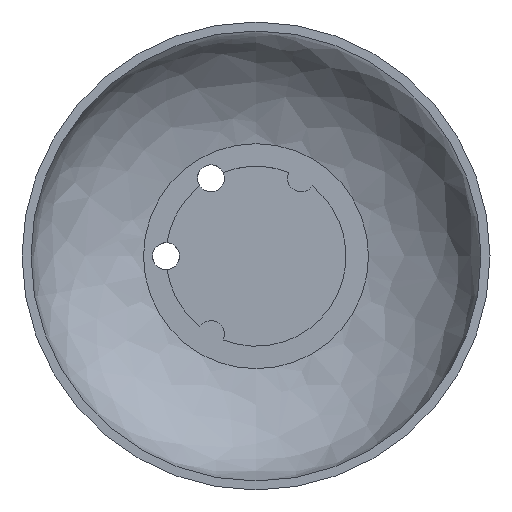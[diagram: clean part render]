
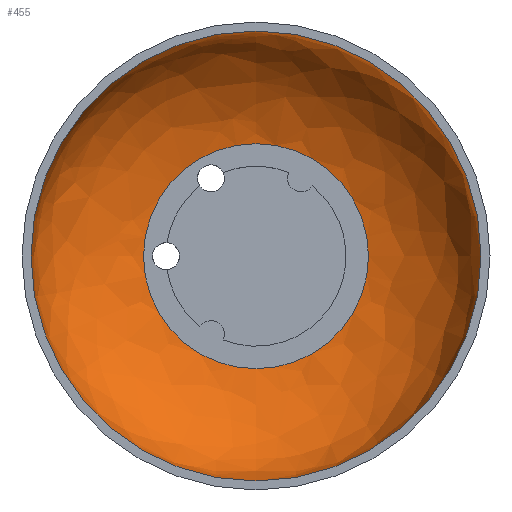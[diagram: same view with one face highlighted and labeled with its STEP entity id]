
A CAD part, top view. The second image highlights one B-rep face of the part: STEP entity #455.
In plain terms, the highlighted free-form (B-spline) face has degree [5, 2] with [10, 9] control points.
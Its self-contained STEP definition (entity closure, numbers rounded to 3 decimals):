
#16=(
BOUNDED_CURVE()
B_SPLINE_CURVE(5,(#1036,#1037,#1038,#1039,#1040,#1041,#1042,#1043,#1044,
#1045),.UNSPECIFIED.,.F.,.F.)
B_SPLINE_CURVE_WITH_KNOTS((6,1,1,1,1,6),(0.,0.2,0.4,0.6,0.8,1.),
 .UNSPECIFIED.)
CURVE()
GEOMETRIC_REPRESENTATION_ITEM()
RATIONAL_B_SPLINE_CURVE((1.,1.,1.,1.,1.,1.,1.,1.,1.,1.))
REPRESENTATION_ITEM('')
);
#18=(
BOUNDED_SURFACE()
B_SPLINE_SURFACE(5,2,((#945,#946,#947,#948,#949,#950,#951,#952,#953),(#954,
#955,#956,#957,#958,#959,#960,#961,#962),(#963,#964,#965,#966,#967,#968,
#969,#970,#971),(#972,#973,#974,#975,#976,#977,#978,#979,#980),(#981,#982,
#983,#984,#985,#986,#987,#988,#989),(#990,#991,#992,#993,#994,#995,#996,
#997,#998),(#999,#1000,#1001,#1002,#1003,#1004,#1005,#1006,#1007),(#1008,
#1009,#1010,#1011,#1012,#1013,#1014,#1015,#1016),(#1017,#1018,#1019,#1020,
#1021,#1022,#1023,#1024,#1025),(#1026,#1027,#1028,#1029,#1030,#1031,#1032,
#1033,#1034)),.UNSPECIFIED.,.F.,.T.,.F.)
B_SPLINE_SURFACE_WITH_KNOTS((6,1,1,1,1,6),(3,2,2,2,3),(-1.,-0.8,-0.6,-0.4,
-0.2,0.),(0.,1.571,3.142,4.712,6.283),
 .UNSPECIFIED.)
GEOMETRIC_REPRESENTATION_ITEM()
RATIONAL_B_SPLINE_SURFACE(((1.,0.707,1.,0.707,1.,
0.707,1.,0.707,1.),(1.,0.707,1.,0.707,
1.,0.707,1.,0.707,1.),(1.,0.707,1.,
0.707,1.,0.707,1.,0.707,1.),(1.,0.707,
1.,0.707,1.,0.707,1.,0.707,1.),(1.,
0.707,1.,0.707,1.,0.707,1.,0.707,
1.),(1.,0.707,1.,0.707,1.,0.707,1.,
0.707,1.),(1.,0.707,1.,0.707,1.,0.707,
1.,0.707,1.),(1.,0.707,1.,0.707,1.,
0.707,1.,0.707,1.),(1.,0.707,1.,0.707,
1.,0.707,1.,0.707,1.),(1.,0.707,1.,
0.707,1.,0.707,1.,0.707,1.)))
REPRESENTATION_ITEM('')
SURFACE()
);
#53=CIRCLE('',#520,12.5);
#57=CIRCLE('',#525,25.);
#87=FACE_OUTER_BOUND('',#114,.T.);
#114=EDGE_LOOP('',(#405,#406,#407,#408));
#215=VERTEX_POINT('',#837);
#218=VERTEX_POINT('',#1035);
#279=EDGE_CURVE('',#215,#215,#53,.T.);
#284=EDGE_CURVE('',#215,#218,#16,.T.);
#285=EDGE_CURVE('',#218,#218,#57,.T.);
#405=ORIENTED_EDGE('',*,*,#284,.F.);
#406=ORIENTED_EDGE('',*,*,#279,.F.);
#407=ORIENTED_EDGE('',*,*,#284,.T.);
#408=ORIENTED_EDGE('',*,*,#285,.F.);
#455=ADVANCED_FACE('',(#87),#18,.T.);
#520=AXIS2_PLACEMENT_3D('',#838,#651,#652);
#525=AXIS2_PLACEMENT_3D('',#1046,#661,#662);
#651=DIRECTION('center_axis',(0.,0.,1.));
#652=DIRECTION('ref_axis',(1.,0.,0.));
#661=DIRECTION('center_axis',(0.,0.,-1.));
#662=DIRECTION('ref_axis',(1.,0.,0.));
#837=CARTESIAN_POINT('',(0.,12.5,3.));
#838=CARTESIAN_POINT('Origin',(0.,0.,3.));
#945=CARTESIAN_POINT('Ctrl Pts',(0.,25.,16.));
#946=CARTESIAN_POINT('Ctrl Pts',(25.,25.,16.));
#947=CARTESIAN_POINT('Ctrl Pts',(25.,0.,16.));
#948=CARTESIAN_POINT('Ctrl Pts',(25.,-25.,16.));
#949=CARTESIAN_POINT('Ctrl Pts',(0.,-25.,16.));
#950=CARTESIAN_POINT('Ctrl Pts',(-25.,-25.,16.));
#951=CARTESIAN_POINT('Ctrl Pts',(-25.,0.,16.));
#952=CARTESIAN_POINT('Ctrl Pts',(-25.,25.,16.));
#953=CARTESIAN_POINT('Ctrl Pts',(0.,25.,16.));
#954=CARTESIAN_POINT('Ctrl Pts',(0.,25.,14.882));
#955=CARTESIAN_POINT('Ctrl Pts',(25.,25.,14.882));
#956=CARTESIAN_POINT('Ctrl Pts',(25.,0.,14.882));
#957=CARTESIAN_POINT('Ctrl Pts',(25.,-25.,14.882));
#958=CARTESIAN_POINT('Ctrl Pts',(0.,-25.,14.882));
#959=CARTESIAN_POINT('Ctrl Pts',(-25.,-25.,14.882));
#960=CARTESIAN_POINT('Ctrl Pts',(-25.,0.,14.882));
#961=CARTESIAN_POINT('Ctrl Pts',(-25.,25.,14.882));
#962=CARTESIAN_POINT('Ctrl Pts',(0.,25.,14.882));
#963=CARTESIAN_POINT('Ctrl Pts',(0.,24.801,12.798));
#964=CARTESIAN_POINT('Ctrl Pts',(24.801,24.801,12.798));
#965=CARTESIAN_POINT('Ctrl Pts',(24.801,0.,12.798));
#966=CARTESIAN_POINT('Ctrl Pts',(24.801,-24.801,12.798));
#967=CARTESIAN_POINT('Ctrl Pts',(0.,-24.801,12.798));
#968=CARTESIAN_POINT('Ctrl Pts',(-24.801,-24.801,12.798));
#969=CARTESIAN_POINT('Ctrl Pts',(-24.801,0.,12.798));
#970=CARTESIAN_POINT('Ctrl Pts',(-24.801,24.801,12.798));
#971=CARTESIAN_POINT('Ctrl Pts',(0.,24.801,12.798));
#972=CARTESIAN_POINT('Ctrl Pts',(0.,23.906,10.126));
#973=CARTESIAN_POINT('Ctrl Pts',(23.906,23.906,10.126));
#974=CARTESIAN_POINT('Ctrl Pts',(23.906,0.,10.126));
#975=CARTESIAN_POINT('Ctrl Pts',(23.906,-23.906,10.126));
#976=CARTESIAN_POINT('Ctrl Pts',(0.,-23.906,10.126));
#977=CARTESIAN_POINT('Ctrl Pts',(-23.906,-23.906,10.126));
#978=CARTESIAN_POINT('Ctrl Pts',(-23.906,0.,10.126));
#979=CARTESIAN_POINT('Ctrl Pts',(-23.906,23.906,10.126));
#980=CARTESIAN_POINT('Ctrl Pts',(0.,23.906,10.126));
#981=CARTESIAN_POINT('Ctrl Pts',(0.,21.728,7.364));
#982=CARTESIAN_POINT('Ctrl Pts',(21.728,21.728,7.364));
#983=CARTESIAN_POINT('Ctrl Pts',(21.728,0.,7.364));
#984=CARTESIAN_POINT('Ctrl Pts',(21.728,-21.728,7.364));
#985=CARTESIAN_POINT('Ctrl Pts',(0.,-21.728,7.364));
#986=CARTESIAN_POINT('Ctrl Pts',(-21.728,-21.728,7.364));
#987=CARTESIAN_POINT('Ctrl Pts',(-21.728,0.,7.364));
#988=CARTESIAN_POINT('Ctrl Pts',(-21.728,21.728,7.364));
#989=CARTESIAN_POINT('Ctrl Pts',(0.,21.728,7.364));
#990=CARTESIAN_POINT('Ctrl Pts',(0.,18.223,4.935));
#991=CARTESIAN_POINT('Ctrl Pts',(18.223,18.223,4.935));
#992=CARTESIAN_POINT('Ctrl Pts',(18.223,0.,4.935));
#993=CARTESIAN_POINT('Ctrl Pts',(18.223,-18.223,4.935));
#994=CARTESIAN_POINT('Ctrl Pts',(0.,-18.223,4.935));
#995=CARTESIAN_POINT('Ctrl Pts',(-18.223,-18.223,4.935));
#996=CARTESIAN_POINT('Ctrl Pts',(-18.223,0.,4.935));
#997=CARTESIAN_POINT('Ctrl Pts',(-18.223,18.223,4.935));
#998=CARTESIAN_POINT('Ctrl Pts',(0.,18.223,4.935));
#999=CARTESIAN_POINT('Ctrl Pts',(0.,15.49,3.692));
#1000=CARTESIAN_POINT('Ctrl Pts',(15.49,15.49,3.692));
#1001=CARTESIAN_POINT('Ctrl Pts',(15.49,0.,3.692));
#1002=CARTESIAN_POINT('Ctrl Pts',(15.49,-15.49,3.692));
#1003=CARTESIAN_POINT('Ctrl Pts',(0.,-15.49,3.692));
#1004=CARTESIAN_POINT('Ctrl Pts',(-15.49,-15.49,3.692));
#1005=CARTESIAN_POINT('Ctrl Pts',(-15.49,0.,3.692));
#1006=CARTESIAN_POINT('Ctrl Pts',(-15.49,15.49,3.692));
#1007=CARTESIAN_POINT('Ctrl Pts',(0.,15.49,3.692));
#1008=CARTESIAN_POINT('Ctrl Pts',(0.,13.807,3.172));
#1009=CARTESIAN_POINT('Ctrl Pts',(13.807,13.807,3.172));
#1010=CARTESIAN_POINT('Ctrl Pts',(13.807,0.,3.172));
#1011=CARTESIAN_POINT('Ctrl Pts',(13.807,-13.807,3.172));
#1012=CARTESIAN_POINT('Ctrl Pts',(0.,-13.807,3.172));
#1013=CARTESIAN_POINT('Ctrl Pts',(-13.807,-13.807,3.172));
#1014=CARTESIAN_POINT('Ctrl Pts',(-13.807,0.,3.172));
#1015=CARTESIAN_POINT('Ctrl Pts',(-13.807,13.807,3.172));
#1016=CARTESIAN_POINT('Ctrl Pts',(0.,13.807,3.172));
#1017=CARTESIAN_POINT('Ctrl Pts',(0.,12.9,3.024));
#1018=CARTESIAN_POINT('Ctrl Pts',(12.9,12.9,3.024));
#1019=CARTESIAN_POINT('Ctrl Pts',(12.9,0.,3.024));
#1020=CARTESIAN_POINT('Ctrl Pts',(12.9,-12.9,3.024));
#1021=CARTESIAN_POINT('Ctrl Pts',(0.,-12.9,3.024));
#1022=CARTESIAN_POINT('Ctrl Pts',(-12.9,-12.9,3.024));
#1023=CARTESIAN_POINT('Ctrl Pts',(-12.9,0.,3.024));
#1024=CARTESIAN_POINT('Ctrl Pts',(-12.9,12.9,3.024));
#1025=CARTESIAN_POINT('Ctrl Pts',(0.,12.9,3.024));
#1026=CARTESIAN_POINT('Ctrl Pts',(0.,12.5,3.));
#1027=CARTESIAN_POINT('Ctrl Pts',(12.5,12.5,3.));
#1028=CARTESIAN_POINT('Ctrl Pts',(12.5,0.,3.));
#1029=CARTESIAN_POINT('Ctrl Pts',(12.5,-12.5,3.));
#1030=CARTESIAN_POINT('Ctrl Pts',(0.,-12.5,3.));
#1031=CARTESIAN_POINT('Ctrl Pts',(-12.5,-12.5,3.));
#1032=CARTESIAN_POINT('Ctrl Pts',(-12.5,0.,3.));
#1033=CARTESIAN_POINT('Ctrl Pts',(-12.5,12.5,3.));
#1034=CARTESIAN_POINT('Ctrl Pts',(0.,12.5,3.));
#1035=CARTESIAN_POINT('',(0.,25.,16.));
#1036=CARTESIAN_POINT('Ctrl Pts',(0.,12.5,3.));
#1037=CARTESIAN_POINT('Ctrl Pts',(0.,12.9,3.024));
#1038=CARTESIAN_POINT('Ctrl Pts',(0.,13.807,3.172));
#1039=CARTESIAN_POINT('Ctrl Pts',(0.,15.49,3.692));
#1040=CARTESIAN_POINT('Ctrl Pts',(0.,18.223,4.935));
#1041=CARTESIAN_POINT('Ctrl Pts',(0.,21.728,7.364));
#1042=CARTESIAN_POINT('Ctrl Pts',(0.,23.906,10.126));
#1043=CARTESIAN_POINT('Ctrl Pts',(0.,24.801,12.798));
#1044=CARTESIAN_POINT('Ctrl Pts',(0.,25.,14.882));
#1045=CARTESIAN_POINT('Ctrl Pts',(0.,25.,16.));
#1046=CARTESIAN_POINT('Origin',(0.,0.,16.));
